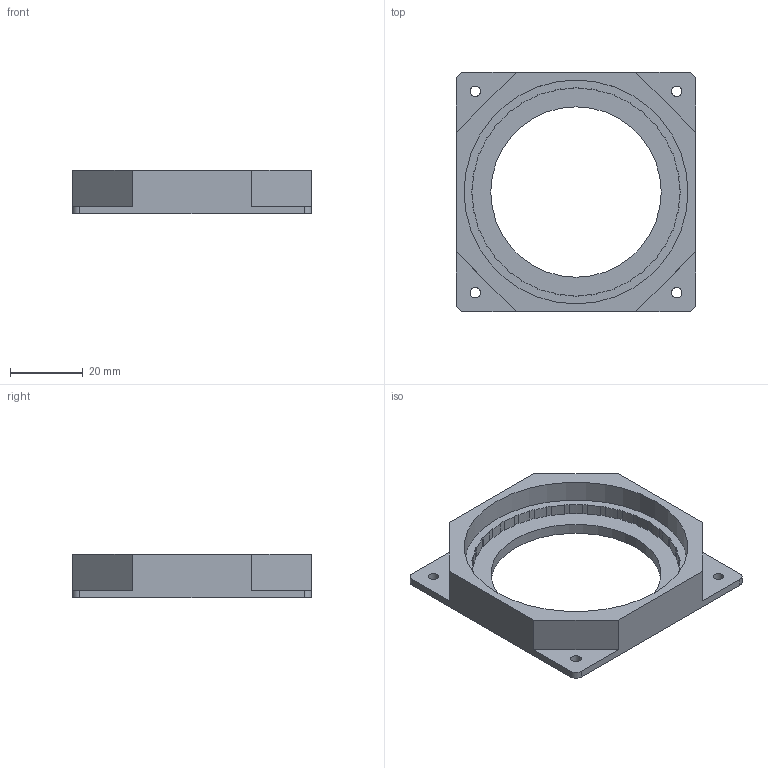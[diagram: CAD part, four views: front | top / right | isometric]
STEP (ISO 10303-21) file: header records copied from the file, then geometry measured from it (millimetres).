
FILE_DESCRIPTION(/* description */ (''),/* implementation_level */ '2;1');
FILE_NAME(/* name */ 'PLANITARY BASE.step',/* time_stamp */ '2024-08-02T10:26:08-04:00',/* author */ (''),/* organization */ (''),/* preprocessor_version */ 'ST-DEVELOPER v20',/* originating_system */ 'Autodesk Translation Framework v13.14.0.145',/* authorisation */ '');
FILE_SCHEMA (('AUTOMOTIVE_DESIGN { 1 0 10303 214 3 1 1 }'));
Length unit declared in the file: millimetre
Products named in the file (1): PLANITARY GEAR BOX
Bounding box: 65.8 x 65.8 x 12 mm (x, y, z)
Volume: 15738.8 mm3; surface area: 10151.9 mm2
Topology: 1 solids, 1 shells, 170 faces, 498 edges, 332 vertices
Faces by surface type: cylinder 82, bspline 72, plane 16
Full cylindrical faces by diameter (mm): 2.85 x4, 46.9 x1, 61.6 x1
Entity records: 6827 total; most frequent: CARTESIAN_POINT 2583, ORIENTED_EDGE 996, DIRECTION 716, EDGE_CURVE 498, VERTEX_POINT 332, AXIS2_PLACEMENT_3D 263, LINE 190, VECTOR 190
